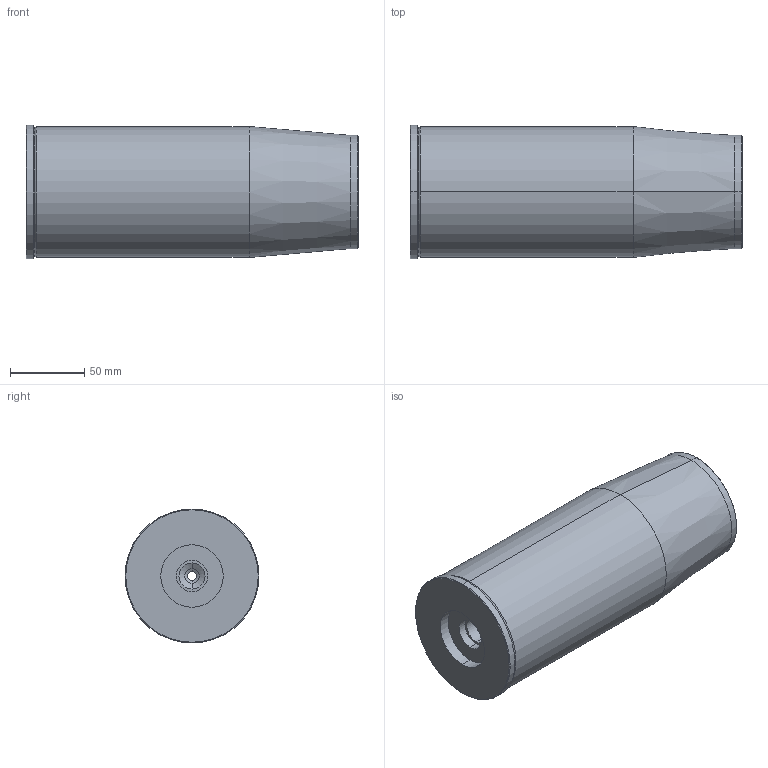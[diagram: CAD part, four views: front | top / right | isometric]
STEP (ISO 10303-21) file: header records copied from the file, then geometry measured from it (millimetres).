
FILE_DESCRIPTION (( 'STEP AP214' ), '1' );
FILE_NAME ('GMW5403_Pole_hole6mm.STEP', '2024-10-10T12:37:03', ( '' ), ( '' ), 'SwSTEP 2.0', 'SolidWorks 2022', '' );
FILE_SCHEMA (( 'AUTOMOTIVE_DESIGN' ));
Length unit declared in the file: millimetre
Products named in the file (1): GMW5403_Pole_hole6mm
Bounding box: 223 x 90 x 90 mm (x, y, z)
Volume: 1252797.2 mm3; surface area: 81011.7 mm2
Topology: 1 solids, 1 shells, 35 faces, 70 edges, 40 vertices
Faces by surface type: cylinder 18, cone 12, plane 5
Entity records: 964 total; most frequent: DIRECTION 182, CARTESIAN_POINT 146, ORIENTED_EDGE 140, AXIS2_PLACEMENT_3D 76, EDGE_CURVE 70, VERTEX_POINT 40, EDGE_LOOP 40, CIRCLE 40
